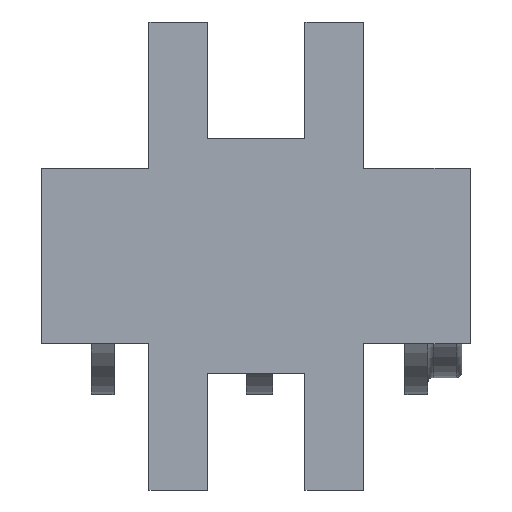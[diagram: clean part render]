
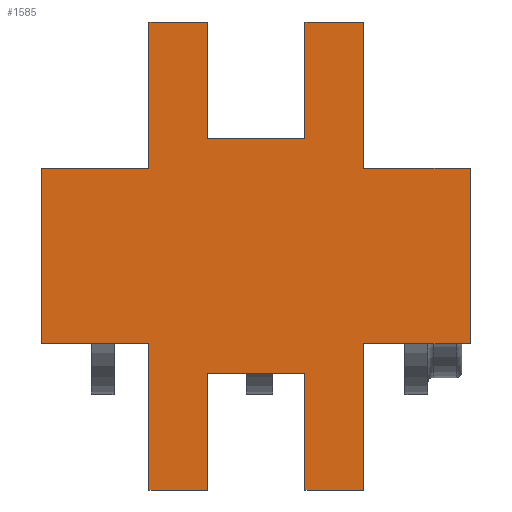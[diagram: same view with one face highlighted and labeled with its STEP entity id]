
A CAD part, front view. The second image highlights one B-rep face of the part: STEP entity #1585.
In plain terms, the highlighted planar face has unit normal (0, -1, 0).
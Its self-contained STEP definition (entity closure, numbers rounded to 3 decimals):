
#156=FACE_OUTER_BOUND('',#258,.T.);
#258=EDGE_LOOP('',(#1444,#1445,#1446,#1447,#1448,#1449,#1450,#1451,#1452,
#1453,#1454,#1455,#1456,#1457,#1458,#1459,#1460,#1461,#1462,#1463));
#351=LINE('',#2321,#497);
#356=LINE('',#2332,#502);
#360=LINE('',#2346,#506);
#396=LINE('',#2418,#542);
#400=LINE('',#2432,#546);
#404=LINE('',#2441,#550);
#460=LINE('',#2636,#606);
#463=LINE('',#2642,#609);
#467=LINE('',#2653,#613);
#469=LINE('',#2656,#615);
#471=LINE('',#2665,#617);
#473=LINE('',#2668,#619);
#475=LINE('',#2672,#621);
#476=LINE('',#2674,#622);
#478=LINE('',#2678,#624);
#479=LINE('',#2680,#625);
#481=LINE('',#2684,#627);
#482=LINE('',#2686,#628);
#484=LINE('',#2690,#630);
#485=LINE('',#2692,#631);
#497=VECTOR('',#1843,10.);
#502=VECTOR('',#1852,10.);
#506=VECTOR('',#1864,10.);
#542=VECTOR('',#1912,10.);
#546=VECTOR('',#1926,10.);
#550=VECTOR('',#1934,10.);
#606=VECTOR('',#2168,10.);
#609=VECTOR('',#2173,10.);
#613=VECTOR('',#2185,10.);
#615=VECTOR('',#2189,10.);
#617=VECTOR('',#2199,10.);
#619=VECTOR('',#2203,10.);
#621=VECTOR('',#2207,10.);
#622=VECTOR('',#2210,10.);
#624=VECTOR('',#2214,10.);
#625=VECTOR('',#2217,10.);
#627=VECTOR('',#2221,10.);
#628=VECTOR('',#2224,10.);
#630=VECTOR('',#2228,10.);
#631=VECTOR('',#2231,10.);
#671=VERTEX_POINT('',#2318);
#672=VERTEX_POINT('',#2320);
#676=VERTEX_POINT('',#2330);
#681=VERTEX_POINT('',#2343);
#682=VERTEX_POINT('',#2345);
#711=VERTEX_POINT('',#2415);
#712=VERTEX_POINT('',#2417);
#716=VERTEX_POINT('',#2429);
#717=VERTEX_POINT('',#2431);
#720=VERTEX_POINT('',#2439);
#769=VERTEX_POINT('',#2634);
#770=VERTEX_POINT('',#2635);
#771=VERTEX_POINT('',#2640);
#772=VERTEX_POINT('',#2641);
#775=VERTEX_POINT('',#2652);
#778=VERTEX_POINT('',#2664);
#779=VERTEX_POINT('',#2670);
#780=VERTEX_POINT('',#2676);
#781=VERTEX_POINT('',#2682);
#782=VERTEX_POINT('',#2688);
#822=EDGE_CURVE('',#672,#671,#351,.T.);
#828=EDGE_CURVE('',#671,#676,#356,.T.);
#834=EDGE_CURVE('',#682,#681,#360,.T.);
#873=EDGE_CURVE('',#712,#711,#396,.T.);
#880=EDGE_CURVE('',#717,#716,#400,.T.);
#885=EDGE_CURVE('',#716,#720,#404,.T.);
#980=EDGE_CURVE('',#769,#770,#460,.T.);
#983=EDGE_CURVE('',#771,#772,#463,.T.);
#989=EDGE_CURVE('',#775,#672,#467,.T.);
#991=EDGE_CURVE('',#676,#769,#469,.T.);
#995=EDGE_CURVE('',#717,#778,#471,.T.);
#997=EDGE_CURVE('',#720,#771,#473,.T.);
#999=EDGE_CURVE('',#772,#779,#475,.T.);
#1000=EDGE_CURVE('',#779,#712,#476,.T.);
#1002=EDGE_CURVE('',#780,#711,#478,.T.);
#1003=EDGE_CURVE('',#775,#780,#479,.T.);
#1005=EDGE_CURVE('',#781,#770,#481,.T.);
#1006=EDGE_CURVE('',#781,#682,#482,.T.);
#1008=EDGE_CURVE('',#782,#681,#484,.T.);
#1009=EDGE_CURVE('',#778,#782,#485,.T.);
#1444=ORIENTED_EDGE('',*,*,#822,.T.);
#1445=ORIENTED_EDGE('',*,*,#828,.T.);
#1446=ORIENTED_EDGE('',*,*,#991,.T.);
#1447=ORIENTED_EDGE('',*,*,#980,.T.);
#1448=ORIENTED_EDGE('',*,*,#1005,.F.);
#1449=ORIENTED_EDGE('',*,*,#1006,.T.);
#1450=ORIENTED_EDGE('',*,*,#834,.T.);
#1451=ORIENTED_EDGE('',*,*,#1008,.F.);
#1452=ORIENTED_EDGE('',*,*,#1009,.F.);
#1453=ORIENTED_EDGE('',*,*,#995,.F.);
#1454=ORIENTED_EDGE('',*,*,#880,.T.);
#1455=ORIENTED_EDGE('',*,*,#885,.T.);
#1456=ORIENTED_EDGE('',*,*,#997,.T.);
#1457=ORIENTED_EDGE('',*,*,#983,.T.);
#1458=ORIENTED_EDGE('',*,*,#999,.T.);
#1459=ORIENTED_EDGE('',*,*,#1000,.T.);
#1460=ORIENTED_EDGE('',*,*,#873,.T.);
#1461=ORIENTED_EDGE('',*,*,#1002,.F.);
#1462=ORIENTED_EDGE('',*,*,#1003,.F.);
#1463=ORIENTED_EDGE('',*,*,#989,.T.);
#1504=PLANE('',#1761);
#1585=ADVANCED_FACE('',(#156),#1504,.F.);
#1761=AXIS2_PLACEMENT_3D('',#2693,#2232,#2233);
#1843=DIRECTION('',(0.,0.,-1.));
#1852=DIRECTION('',(1.,0.,0.));
#1864=DIRECTION('',(0.,0.,1.));
#1912=DIRECTION('',(0.,0.,-1.));
#1926=DIRECTION('',(0.,0.,1.));
#1934=DIRECTION('',(-1.,0.,0.));
#2168=DIRECTION('',(1.,0.,0.));
#2173=DIRECTION('',(-1.,0.,0.));
#2185=DIRECTION('',(1.,0.,0.));
#2189=DIRECTION('',(0.,0.,1.));
#2199=DIRECTION('',(1.,0.,0.));
#2203=DIRECTION('',(0.,0.,-1.));
#2207=DIRECTION('',(0.,0.,1.));
#2210=DIRECTION('',(-1.,0.,0.));
#2214=DIRECTION('',(1.,0.,0.));
#2217=DIRECTION('',(0.,0.,1.));
#2221=DIRECTION('',(0.,0.,1.));
#2224=DIRECTION('',(1.,0.,0.));
#2228=DIRECTION('',(-1.,0.,0.));
#2231=DIRECTION('',(0.,0.,-1.));
#2232=DIRECTION('center_axis',(0.,1.,0.));
#2233=DIRECTION('ref_axis',(-1.,0.,0.));
#2318=CARTESIAN_POINT('',(-5.5,74.08,75.));
#2320=CARTESIAN_POINT('',(-5.5,74.08,82.5));
#2321=CARTESIAN_POINT('',(-5.5,74.08,81.));
#2330=CARTESIAN_POINT('',(-2.5,74.08,75.));
#2332=CARTESIAN_POINT('',(-6.,74.08,75.));
#2343=CARTESIAN_POINT('',(5.5,74.08,82.5));
#2345=CARTESIAN_POINT('',(5.5,74.08,75.));
#2346=CARTESIAN_POINT('',(5.5,74.08,84.75));
#2415=CARTESIAN_POINT('',(-5.5,74.08,91.5));
#2417=CARTESIAN_POINT('',(-5.5,74.08,99.));
#2418=CARTESIAN_POINT('',(-5.5,74.08,89.25));
#2429=CARTESIAN_POINT('',(5.5,74.08,99.));
#2431=CARTESIAN_POINT('',(5.5,74.08,91.5));
#2432=CARTESIAN_POINT('',(5.5,74.08,93.));
#2439=CARTESIAN_POINT('',(2.5,74.08,99.));
#2441=CARTESIAN_POINT('',(6.,74.08,99.));
#2634=CARTESIAN_POINT('',(-2.5,74.08,81.));
#2635=CARTESIAN_POINT('',(2.5,74.08,81.));
#2636=CARTESIAN_POINT('',(1.244,74.08,81.));
#2640=CARTESIAN_POINT('',(2.5,74.08,93.));
#2641=CARTESIAN_POINT('',(-2.5,74.08,93.));
#2642=CARTESIAN_POINT('',(-1.256,74.08,93.));
#2652=CARTESIAN_POINT('',(-11.,74.08,82.5));
#2653=CARTESIAN_POINT('',(-3.006,74.08,82.5));
#2656=CARTESIAN_POINT('',(-2.5,74.08,83.5));
#2664=CARTESIAN_POINT('',(10.976,74.08,91.5));
#2665=CARTESIAN_POINT('',(6.,74.08,91.5));
#2668=CARTESIAN_POINT('',(2.5,74.08,90.5));
#2670=CARTESIAN_POINT('',(-2.5,74.08,99.));
#2672=CARTESIAN_POINT('',(-2.5,74.08,94.));
#2674=CARTESIAN_POINT('',(6.,74.08,99.));
#2676=CARTESIAN_POINT('',(-11.,74.08,91.5));
#2678=CARTESIAN_POINT('',(-11.,74.08,91.5));
#2680=CARTESIAN_POINT('',(-11.,74.08,82.5));
#2682=CARTESIAN_POINT('',(2.5,74.08,75.));
#2684=CARTESIAN_POINT('',(2.5,74.08,75.));
#2686=CARTESIAN_POINT('',(-6.,74.08,75.));
#2688=CARTESIAN_POINT('',(10.976,74.08,82.5));
#2690=CARTESIAN_POINT('',(10.976,74.08,82.5));
#2692=CARTESIAN_POINT('',(10.976,74.08,91.5));
#2693=CARTESIAN_POINT('Origin',(-0.012,74.08,87.));
